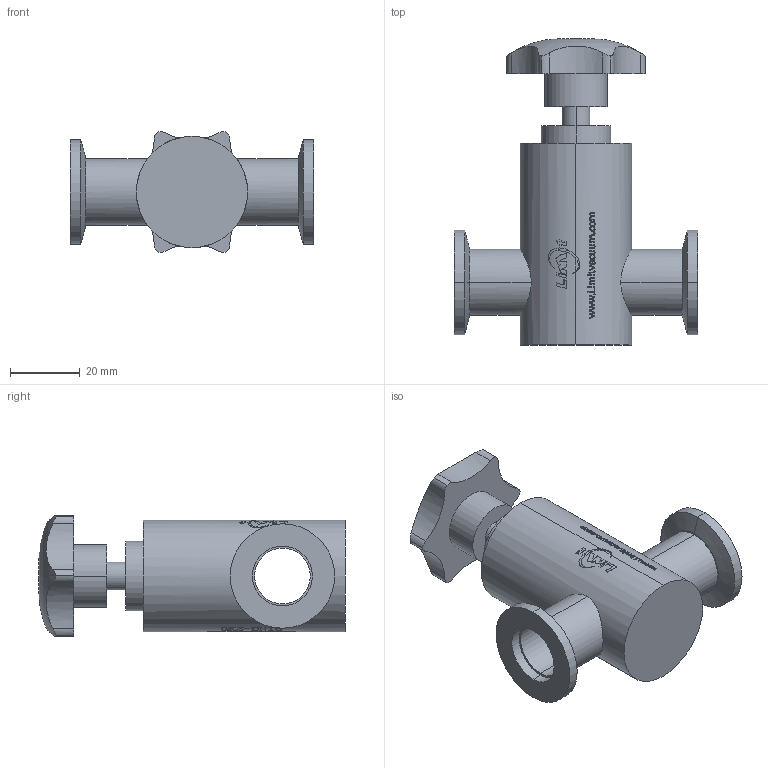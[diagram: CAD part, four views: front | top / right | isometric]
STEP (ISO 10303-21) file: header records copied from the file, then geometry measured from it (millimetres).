
FILE_DESCRIPTION (( 'STEP AP214' ), '1' );
FILE_NAME ('GKZ-DN16.STEP', '2024-05-14T08:22:21', ( '' ), ( '' ), 'SwSTEP 2.0', 'SolidWorks 2020', '' );
FILE_SCHEMA (( 'AUTOMOTIVE_DESIGN' ));
Length unit declared in the file: millimetre
Products named in the file (1): GKZ-DN16
Bounding box: 70 x 88 x 34.68 mm (x, y, z)
Volume: 58593.4 mm3; surface area: 19154.8 mm2
Topology: 2 solids, 2 shells, 637 faces, 1723 edges, 1147 vertices
Faces by surface type: bspline 304, plane 236, cylinder 91, cone 4, torus 2
Entity records: 54549 total; most frequent: CARTESIAN_POINT 41171, ORIENTED_EDGE 3446, EDGE_CURVE 1723, DIRECTION 1608, VERTEX_POINT 1147, B_SPLINE_CURVE_WITH_KNOTS 1043, EDGE_LOOP 696, FACE_OUTER_BOUND 637
